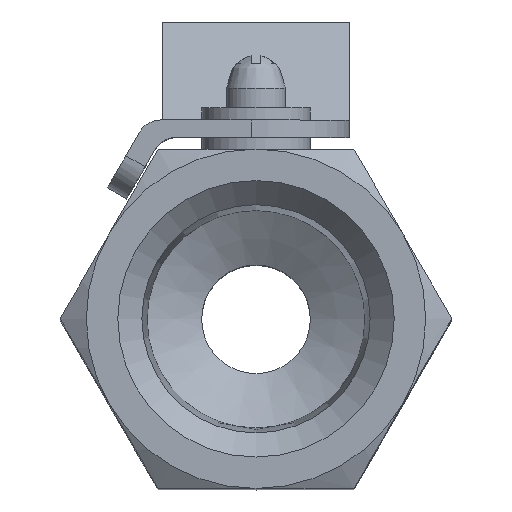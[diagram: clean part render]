
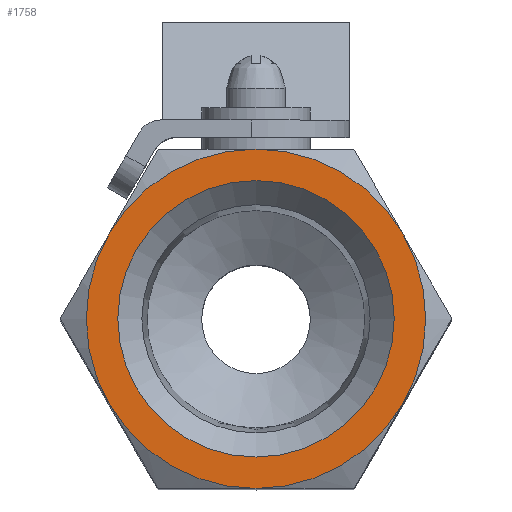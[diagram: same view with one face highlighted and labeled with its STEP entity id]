
A CAD part, top view. The second image highlights one B-rep face of the part: STEP entity #1758.
In plain terms, the highlighted planar face has unit normal (0, 0, 1).
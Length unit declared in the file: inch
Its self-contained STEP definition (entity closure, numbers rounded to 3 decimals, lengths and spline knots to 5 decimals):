
#115=FACE_BOUND('',#398,.T.);
#171=PLANE('',#1938);
#273=FACE_OUTER_BOUND('',#397,.T.);
#397=EDGE_LOOP('',(#1623,#1624,#1625,#1626,#1627,#1628));
#398=EDGE_LOOP('',(#1629));
#721=CIRCLE('',#1903,0.28);
#731=CIRCLE('',#1924,0.34375);
#732=CIRCLE('',#1926,0.34375);
#733=CIRCLE('',#1928,0.34375);
#734=CIRCLE('',#1930,0.34375);
#735=CIRCLE('',#1932,0.34375);
#736=CIRCLE('',#1934,0.34375);
#794=VERTEX_POINT('',#2601);
#869=VERTEX_POINT('',#2896);
#874=VERTEX_POINT('',#2918);
#879=VERTEX_POINT('',#2946);
#894=VERTEX_POINT('',#3016);
#899=VERTEX_POINT('',#3042);
#900=VERTEX_POINT('',#3046);
#1123=EDGE_CURVE('',#894,#894,#721,.T.);
#1135=EDGE_CURVE('',#899,#900,#731,.T.);
#1137=EDGE_CURVE('',#794,#899,#732,.T.);
#1138=EDGE_CURVE('',#879,#794,#733,.T.);
#1139=EDGE_CURVE('',#874,#879,#734,.T.);
#1140=EDGE_CURVE('',#869,#874,#735,.T.);
#1141=EDGE_CURVE('',#900,#869,#736,.T.);
#1623=ORIENTED_EDGE('',*,*,#1141,.T.);
#1624=ORIENTED_EDGE('',*,*,#1140,.T.);
#1625=ORIENTED_EDGE('',*,*,#1139,.T.);
#1626=ORIENTED_EDGE('',*,*,#1138,.T.);
#1627=ORIENTED_EDGE('',*,*,#1137,.T.);
#1628=ORIENTED_EDGE('',*,*,#1135,.T.);
#1629=ORIENTED_EDGE('',*,*,#1123,.T.);
#1758=ADVANCED_FACE('',(#273,#115),#171,.T.);
#1903=AXIS2_PLACEMENT_3D('',#3017,#2357,#2358);
#1924=AXIS2_PLACEMENT_3D('',#3050,#2399,#2400);
#1926=AXIS2_PLACEMENT_3D('',#3055,#2403,#2404);
#1928=AXIS2_PLACEMENT_3D('',#3057,#2407,#2408);
#1930=AXIS2_PLACEMENT_3D('',#3059,#2411,#2412);
#1932=AXIS2_PLACEMENT_3D('',#3061,#2415,#2416);
#1934=AXIS2_PLACEMENT_3D('',#3063,#2419,#2420);
#1938=AXIS2_PLACEMENT_3D('',#3071,#2428,#2429);
#2357=DIRECTION('center_axis',(0.,0.,-1.));
#2358=DIRECTION('ref_axis',(0.,-1.,0.));
#2399=DIRECTION('center_axis',(0.,0.,1.));
#2400=DIRECTION('ref_axis',(0.,-1.,0.));
#2403=DIRECTION('center_axis',(0.,0.,1.));
#2404=DIRECTION('ref_axis',(0.,-1.,0.));
#2407=DIRECTION('center_axis',(0.,0.,1.));
#2408=DIRECTION('ref_axis',(0.,-1.,0.));
#2411=DIRECTION('center_axis',(0.,0.,1.));
#2412=DIRECTION('ref_axis',(0.,-1.,0.));
#2415=DIRECTION('center_axis',(0.,0.,1.));
#2416=DIRECTION('ref_axis',(0.,-1.,0.));
#2419=DIRECTION('center_axis',(0.,0.,1.));
#2420=DIRECTION('ref_axis',(0.,-1.,0.));
#2428=DIRECTION('center_axis',(0.,0.,1.));
#2429=DIRECTION('ref_axis',(1.,0.,0.));
#2601=CARTESIAN_POINT('',(0.2977,0.17188,0.875));
#2896=CARTESIAN_POINT('',(-0.2977,-0.17188,0.875));
#2918=CARTESIAN_POINT('',(0.,-0.34375,0.875));
#2946=CARTESIAN_POINT('',(0.2977,-0.17188,0.875));
#3016=CARTESIAN_POINT('',(0.,-0.28,0.875));
#3017=CARTESIAN_POINT('Origin',(0.,0.,0.875));
#3042=CARTESIAN_POINT('',(0.,0.34375,0.875));
#3046=CARTESIAN_POINT('',(-0.2977,0.17188,0.875));
#3050=CARTESIAN_POINT('Origin',(0.,0.,0.875));
#3055=CARTESIAN_POINT('Origin',(0.,0.,0.875));
#3057=CARTESIAN_POINT('Origin',(0.,0.,0.875));
#3059=CARTESIAN_POINT('Origin',(0.,0.,0.875));
#3061=CARTESIAN_POINT('Origin',(0.,0.,0.875));
#3063=CARTESIAN_POINT('Origin',(0.,0.,0.875));
#3071=CARTESIAN_POINT('Origin',(0.,0.,0.875));
